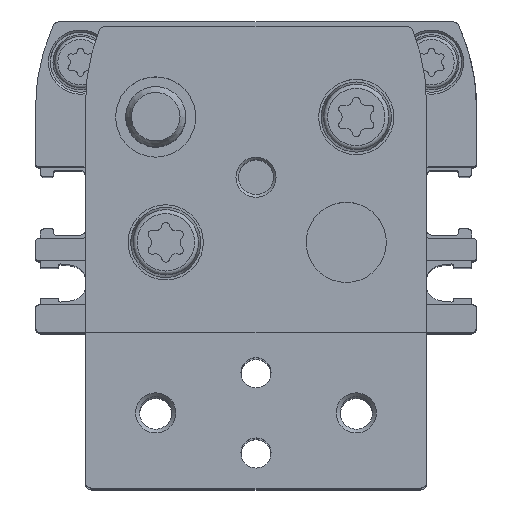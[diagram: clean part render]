
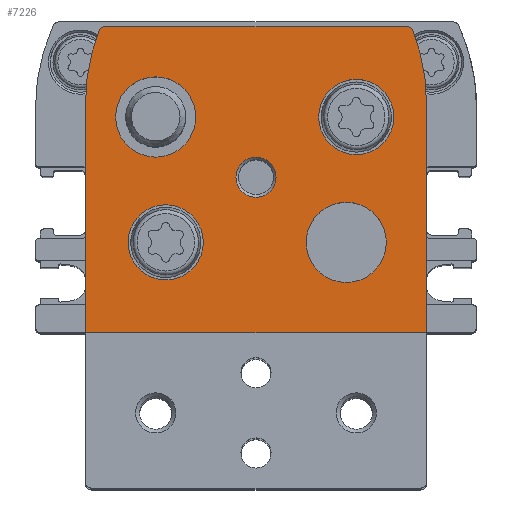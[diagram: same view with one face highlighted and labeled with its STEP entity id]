
A CAD part, top view. The second image highlights one B-rep face of the part: STEP entity #7226.
In plain terms, the highlighted planar face has unit normal (0, 0, 1).
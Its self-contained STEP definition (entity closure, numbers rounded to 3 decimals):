
#216=PLANE('',#8121);
#683=LINE('',#12617,#1173);
#697=LINE('',#12647,#1187);
#698=LINE('',#12659,#1188);
#699=LINE('',#12664,#1189);
#1173=VECTOR('',#10282,1000.);
#1187=VECTOR('',#10300,1000.);
#1188=VECTOR('',#10313,1000.);
#1189=VECTOR('',#10318,1000.);
#2968=ORIENTED_EDGE('',*,*,#4160,.T.);
#2969=ORIENTED_EDGE('',*,*,#4161,.F.);
#2970=ORIENTED_EDGE('',*,*,#4162,.T.);
#2971=ORIENTED_EDGE('',*,*,#4163,.F.);
#2972=ORIENTED_EDGE('',*,*,#4164,.T.);
#2973=ORIENTED_EDGE('',*,*,#4145,.T.);
#2974=ORIENTED_EDGE('',*,*,#4165,.F.);
#2975=ORIENTED_EDGE('',*,*,#4159,.T.);
#2976=ORIENTED_EDGE('',*,*,#4166,.T.);
#2977=ORIENTED_EDGE('',*,*,#4167,.T.);
#2978=ORIENTED_EDGE('',*,*,#4168,.T.);
#2979=ORIENTED_EDGE('',*,*,#4169,.T.);
#2980=ORIENTED_EDGE('',*,*,#4170,.T.);
#4145=EDGE_CURVE('',#4907,#4906,#683,.T.);
#4159=EDGE_CURVE('',#4916,#4920,#697,.T.);
#4160=EDGE_CURVE('',#4921,#4921,#5420,.T.);
#4161=EDGE_CURVE('',#4922,#4922,#5421,.T.);
#4162=EDGE_CURVE('',#4923,#4923,#5422,.T.);
#4163=EDGE_CURVE('',#4924,#4924,#5423,.T.);
#4164=EDGE_CURVE('',#4925,#4925,#5424,.T.);
#4165=EDGE_CURVE('',#4916,#4906,#698,.T.);
#4166=EDGE_CURVE('',#4920,#4926,#5425,.T.);
#4167=EDGE_CURVE('',#4926,#4927,#5426,.T.);
#4168=EDGE_CURVE('',#4927,#4928,#699,.T.);
#4169=EDGE_CURVE('',#4928,#4929,#5427,.T.);
#4170=EDGE_CURVE('',#4929,#4907,#5428,.T.);
#4906=VERTEX_POINT('',#12616);
#4907=VERTEX_POINT('',#12618);
#4916=VERTEX_POINT('',#12638);
#4920=VERTEX_POINT('',#12646);
#4921=VERTEX_POINT('',#12650);
#4922=VERTEX_POINT('',#12652);
#4923=VERTEX_POINT('',#12654);
#4924=VERTEX_POINT('',#12656);
#4925=VERTEX_POINT('',#12658);
#4926=VERTEX_POINT('',#12661);
#4927=VERTEX_POINT('',#12663);
#4928=VERTEX_POINT('',#12665);
#4929=VERTEX_POINT('',#12667);
#5420=CIRCLE('',#8122,2.);
#5421=CIRCLE('',#8123,3.75);
#5422=CIRCLE('',#8124,4.);
#5423=CIRCLE('',#8125,3.75);
#5424=CIRCLE('',#8126,4.);
#5425=CIRCLE('',#8127,20.);
#5426=CIRCLE('',#8128,0.6);
#5427=CIRCLE('',#8129,0.6);
#5428=CIRCLE('',#8130,20.);
#5946=EDGE_LOOP('',(#2968));
#5947=EDGE_LOOP('',(#2969));
#5948=EDGE_LOOP('',(#2970));
#5949=EDGE_LOOP('',(#2971));
#5950=EDGE_LOOP('',(#2972));
#5951=EDGE_LOOP('',(#2973,#2974,#2975,#2976,#2977,#2978,#2979,#2980));
#6524=FACE_BOUND('',#5946,.T.);
#6525=FACE_BOUND('',#5947,.T.);
#6526=FACE_BOUND('',#5948,.T.);
#6527=FACE_BOUND('',#5949,.T.);
#6528=FACE_BOUND('',#5950,.T.);
#6529=FACE_BOUND('',#5951,.T.);
#7226=ADVANCED_FACE('',(#6524,#6525,#6526,#6527,#6528,#6529),#216,.T.);
#8121=AXIS2_PLACEMENT_3D('',#12648,#10301,#10302);
#8122=AXIS2_PLACEMENT_3D('',#12649,#10303,#10304);
#8123=AXIS2_PLACEMENT_3D('',#12651,#10305,#10306);
#8124=AXIS2_PLACEMENT_3D('',#12653,#10307,#10308);
#8125=AXIS2_PLACEMENT_3D('',#12655,#10309,#10310);
#8126=AXIS2_PLACEMENT_3D('',#12657,#10311,#10312);
#8127=AXIS2_PLACEMENT_3D('',#12660,#10314,#10315);
#8128=AXIS2_PLACEMENT_3D('',#12662,#10316,#10317);
#8129=AXIS2_PLACEMENT_3D('',#12666,#10319,#10320);
#8130=AXIS2_PLACEMENT_3D('',#12668,#10321,#10322);
#10282=DIRECTION('',(0.,-1.,0.));
#10300=DIRECTION('',(0.,1.,0.));
#10301=DIRECTION('',(0.,0.,1.));
#10302=DIRECTION('',(1.,0.,0.));
#10303=DIRECTION('',(0.,0.,-1.));
#10304=DIRECTION('',(-1.,0.,0.));
#10305=DIRECTION('',(0.,0.,1.));
#10306=DIRECTION('',(1.,0.,0.));
#10307=DIRECTION('',(0.,0.,-1.));
#10308=DIRECTION('',(-1.,0.,0.));
#10309=DIRECTION('',(0.,0.,1.));
#10310=DIRECTION('',(1.,0.,0.));
#10311=DIRECTION('',(0.,0.,-1.));
#10312=DIRECTION('',(-1.,0.,0.));
#10313=DIRECTION('',(-1.,0.,0.));
#10314=DIRECTION('',(0.,0.,1.));
#10315=DIRECTION('',(1.,0.,0.));
#10316=DIRECTION('',(0.,0.,1.));
#10317=DIRECTION('',(1.,0.,0.));
#10318=DIRECTION('',(-1.,0.,0.));
#10319=DIRECTION('',(0.,0.,1.));
#10320=DIRECTION('',(1.,0.,0.));
#10321=DIRECTION('',(0.,0.,1.));
#10322=DIRECTION('',(1.,0.,0.));
#12616=CARTESIAN_POINT('',(-17.,15.5,10.));
#12617=CARTESIAN_POINT('',(-17.,46.,10.));
#12618=CARTESIAN_POINT('',(-17.,38.4,10.));
#12638=CARTESIAN_POINT('',(17.,15.5,10.));
#12646=CARTESIAN_POINT('',(17.,38.4,10.));
#12647=CARTESIAN_POINT('',(17.,0.,10.));
#12648=CARTESIAN_POINT('',(0.,0.,10.));
#12649=CARTESIAN_POINT('',(0.,31.,10.));
#12650=CARTESIAN_POINT('',(-2.,31.,10.));
#12651=CARTESIAN_POINT('',(-9.,24.5,10.));
#12652=CARTESIAN_POINT('',(-5.25,24.5,10.));
#12653=CARTESIAN_POINT('',(9.,24.5,10.));
#12654=CARTESIAN_POINT('',(5.,24.5,10.));
#12655=CARTESIAN_POINT('',(10.,37.,10.));
#12656=CARTESIAN_POINT('',(13.75,37.,10.));
#12657=CARTESIAN_POINT('',(-10.,37.,10.));
#12658=CARTESIAN_POINT('',(-14.,37.,10.));
#12659=CARTESIAN_POINT('',(17.,15.5,10.));
#12660=CARTESIAN_POINT('',(-3.,38.4,10.));
#12661=CARTESIAN_POINT('',(15.653,45.616,10.));
#12662=CARTESIAN_POINT('',(15.093,45.4,10.));
#12663=CARTESIAN_POINT('',(15.093,46.,10.));
#12664=CARTESIAN_POINT('',(17.,46.,10.));
#12665=CARTESIAN_POINT('',(-15.093,46.,10.));
#12666=CARTESIAN_POINT('',(-15.093,45.4,10.));
#12667=CARTESIAN_POINT('',(-15.653,45.616,10.));
#12668=CARTESIAN_POINT('',(3.,38.4,10.));
